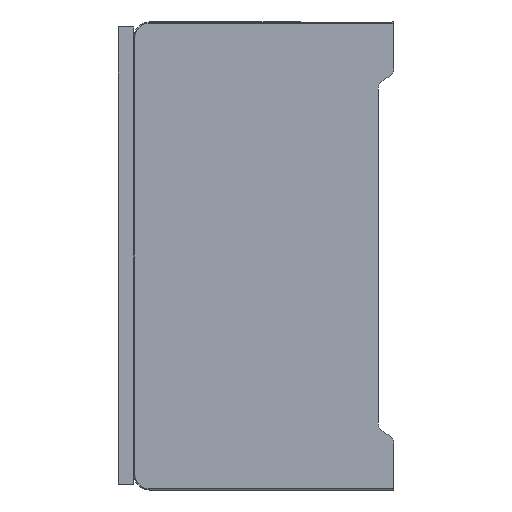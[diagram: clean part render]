
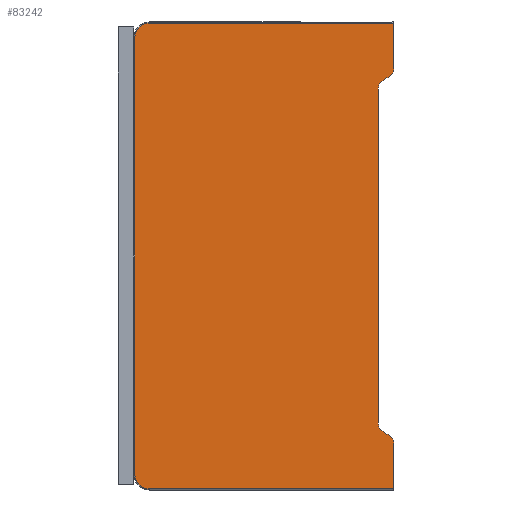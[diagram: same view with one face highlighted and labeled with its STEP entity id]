
A CAD part, left-side view. The second image highlights one B-rep face of the part: STEP entity #83242.
In plain terms, the highlighted planar face has unit normal (-1, 0, 0).
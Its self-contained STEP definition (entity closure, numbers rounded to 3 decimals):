
#7983=DIRECTION('',(0.,-1.,0.));
#7984=VECTOR('',#7983,47.);
#7985=CARTESIAN_POINT('',(0.,47.,
-89.8));
#7986=LINE('',#7985,#7984);
#8006=DIRECTION('',(0.,0.,-1.));
#8007=VECTOR('',#8006,84.);
#8008=CARTESIAN_POINT('',(0.,49.8,
-3.));
#8009=LINE('',#8008,#8007);
#29865=DIRECTION('',(0.,0.,1.));
#29866=VECTOR('',#29865,64.226);
#29867=CARTESIAN_POINT('',(0.,3.,-77.113));
#29868=LINE('',#29867,#29866);
#29907=DIRECTION('',(0.,-0.866,-0.5));
#29908=VECTOR('',#29907,1.309);
#29909=CARTESIAN_POINT('',(0.,2.,
-78.845));
#29910=LINE('',#29909,#29908);
#29911=CARTESIAN_POINT('',(0.,1.732,-81.));
#29912=DIRECTION('',(1.,0.,0.));
#29913=DIRECTION('',(0.,-0.5,0.866));
#29914=AXIS2_PLACEMENT_3D('',#29911,#29912,#29913);
#29916=DIRECTION('',(0.,0.,-1.));
#29917=VECTOR('',#29916,8.8);
#29918=CARTESIAN_POINT('',(0.,0.,-81.));
#29919=LINE('',#29918,#29917);
#29920=CARTESIAN_POINT('',(0.,47.,-87.));
#29921=DIRECTION('',(1.,0.,0.));
#29922=DIRECTION('',(0.,0.,-1.));
#29923=AXIS2_PLACEMENT_3D('',#29920,#29921,#29922);
#29925=CARTESIAN_POINT('',(0.,47.,-3.));
#29926=DIRECTION('',(1.,0.,0.));
#29927=DIRECTION('',(0.,1.,0.));
#29928=AXIS2_PLACEMENT_3D('',#29925,#29926,#29927);
#29930=DIRECTION('',(0.,0.,-1.));
#29931=VECTOR('',#29930,8.8);
#29932=CARTESIAN_POINT('',(0.,0.,-0.2));
#29933=LINE('',#29932,#29931);
#29934=CARTESIAN_POINT('',(0.,1.732,-9.));
#29935=DIRECTION('',(1.,0.,0.));
#29936=DIRECTION('',(0.,-1.,0.));
#29937=AXIS2_PLACEMENT_3D('',#29934,#29935,#29936);
#29939=DIRECTION('',(0.,0.866,-0.5));
#29940=VECTOR('',#29939,1.309);
#29941=CARTESIAN_POINT('',(0.,0.866,-10.5));
#29942=LINE('',#29941,#29940);
#29943=CARTESIAN_POINT('',(0.,1.,-12.887));
#29944=DIRECTION('',(-1.,0.,0.));
#29945=DIRECTION('',(0.,0.5,0.866));
#29946=AXIS2_PLACEMENT_3D('',#29943,#29944,#29945);
#29948=CARTESIAN_POINT('',(0.,1.,-77.113));
#29949=DIRECTION('',(-1.,0.,0.));
#29950=DIRECTION('',(0.,1.,0.));
#29951=AXIS2_PLACEMENT_3D('',#29948,#29949,#29950);
#29953=DIRECTION('',(0.,1.,0.));
#29954=VECTOR('',#29953,47.);
#29955=CARTESIAN_POINT('',(0.,0.,-0.2));
#29956=LINE('',#29955,#29954);
#34367=CARTESIAN_POINT('',(0.,0.,-9.));
#34369=VERTEX_POINT('',#34367);
#34371=CARTESIAN_POINT('',(0.,0.,-0.2));
#34372=VERTEX_POINT('',#34371);
#34374=CARTESIAN_POINT('',(0.,0.866,-10.5));
#34376=VERTEX_POINT('',#34374);
#34377=CARTESIAN_POINT('',(0.,2.,
-11.155));
#34379=VERTEX_POINT('',#34377);
#34382=CARTESIAN_POINT('',(0.,3.,-12.887));
#34384=VERTEX_POINT('',#34382);
#34387=CARTESIAN_POINT('',(0.,3.,-77.113));
#34388=VERTEX_POINT('',#34387);
#34415=CARTESIAN_POINT('',(0.,0.866,-79.5));
#34416=VERTEX_POINT('',#34415);
#34417=CARTESIAN_POINT('',(0.,2.,
-78.845));
#34418=VERTEX_POINT('',#34417);
#34419=CARTESIAN_POINT('',(0.,0.,-81.));
#34420=VERTEX_POINT('',#34419);
#34421=CARTESIAN_POINT('',(0.,0.,-89.8));
#34422=VERTEX_POINT('',#34421);
#34423=CARTESIAN_POINT('',(0.,47.,-89.8));
#34424=VERTEX_POINT('',#34423);
#34425=CARTESIAN_POINT('',(0.,49.8,-87.));
#34426=VERTEX_POINT('',#34425);
#34427=CARTESIAN_POINT('',(0.,49.8,-3.));
#34428=VERTEX_POINT('',#34427);
#34429=CARTESIAN_POINT('',(0.,47.,-0.2));
#34430=VERTEX_POINT('',#34429);
#83220=CARTESIAN_POINT('',(0.,24.9,-45.));
#83221=DIRECTION('',(1.,0.,0.));
#83222=DIRECTION('',(0.,0.,1.));
#83223=AXIS2_PLACEMENT_3D('',#83220,#83221,#83222);
#83224=PLANE('',#83223);
#83225=ORIENTED_EDGE('',*,*,#46923,.T.);
#83226=ORIENTED_EDGE('',*,*,#46938,.T.);
#83227=ORIENTED_EDGE('',*,*,#46957,.T.);
#83228=ORIENTED_EDGE('',*,*,#47009,.F.);
#83229=ORIENTED_EDGE('',*,*,#47022,.T.);
#83230=ORIENTED_EDGE('',*,*,#47036,.F.);
#83231=ORIENTED_EDGE('',*,*,#47051,.T.);
#83233=ORIENTED_EDGE('',*,*,#83232,.F.);
#83234=ORIENTED_EDGE('',*,*,#83123,.T.);
#83235=ORIENTED_EDGE('',*,*,#83140,.T.);
#83236=ORIENTED_EDGE('',*,*,#83154,.T.);
#83237=ORIENTED_EDGE('',*,*,#83168,.T.);
#83238=ORIENTED_EDGE('',*,*,#83184,.F.);
#83239=ORIENTED_EDGE('',*,*,#83213,.T.);
#83240=EDGE_LOOP('',(#83225,#83226,#83227,#83228,#83229,#83230,#83231,#83233,
#83234,#83235,#83236,#83237,#83238,#83239));
#83241=FACE_OUTER_BOUND('',#83240,.F.);
#29915=CIRCLE('',#29914,1.732);
#29924=CIRCLE('',#29923,2.8);
#29929=CIRCLE('',#29928,2.8);
#29938=CIRCLE('',#29937,1.732);
#29947=CIRCLE('',#29946,2.);
#29952=CIRCLE('',#29951,2.);
#46923=EDGE_CURVE('',#34418,#34416,#29910,.T.);
#46938=EDGE_CURVE('',#34416,#34420,#29915,.T.);
#46957=EDGE_CURVE('',#34420,#34422,#29919,.T.);
#47009=EDGE_CURVE('',#34424,#34422,#7986,.T.);
#47022=EDGE_CURVE('',#34424,#34426,#29924,.T.);
#47036=EDGE_CURVE('',#34428,#34426,#8009,.T.);
#47051=EDGE_CURVE('',#34428,#34430,#29929,.T.);
#83123=EDGE_CURVE('',#34372,#34369,#29933,.T.);
#83140=EDGE_CURVE('',#34369,#34376,#29938,.T.);
#83154=EDGE_CURVE('',#34376,#34379,#29942,.T.);
#83168=EDGE_CURVE('',#34379,#34384,#29947,.T.);
#83184=EDGE_CURVE('',#34388,#34384,#29868,.T.);
#83213=EDGE_CURVE('',#34388,#34418,#29952,.T.);
#83232=EDGE_CURVE('',#34372,#34430,#29956,.T.);
#83242=ADVANCED_FACE('',(#83241),#83224,.F.);
